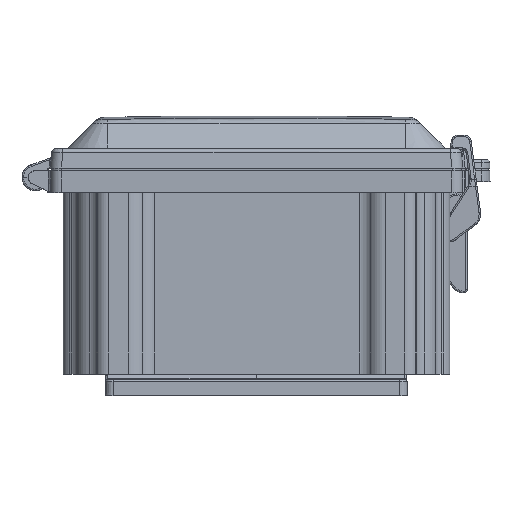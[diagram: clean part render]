
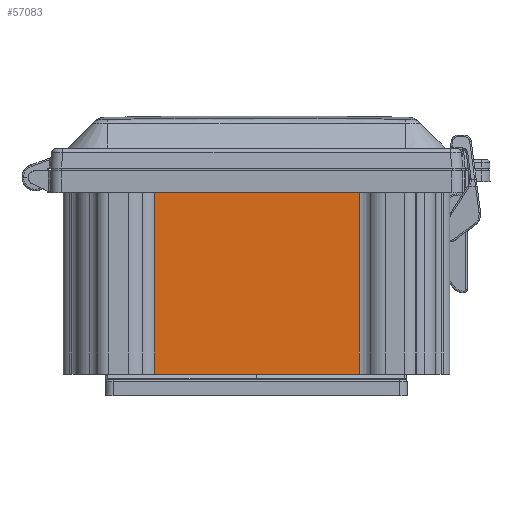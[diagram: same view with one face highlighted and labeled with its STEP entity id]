
A CAD part, front view. The second image highlights one B-rep face of the part: STEP entity #57083.
In plain terms, the highlighted planar face has unit normal (0, -1, 0).
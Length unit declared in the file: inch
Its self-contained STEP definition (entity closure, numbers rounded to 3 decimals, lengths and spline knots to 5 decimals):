
#1036 = EDGE_LOOP ( 'NONE', ( #26433, #14910, #3018, #49573 ) ) ;
#2609 = DIRECTION ( 'NONE',  ( -1., 0., 0. ) ) ;
#3018 = ORIENTED_EDGE ( 'NONE', *, *, #15710, .F. ) ;
#3792 = LINE ( 'NONE', #44796, #16570 ) ;
#5023 = LINE ( 'NONE', #45639, #11052 ) ;
#8244 = CARTESIAN_POINT ( 'NONE',  ( 2.33965, -5.12145, 1.23488 ) ) ;
#9422 = DIRECTION ( 'NONE',  ( 0., 0., 1. ) ) ;
#11052 = VECTOR ( 'NONE', #17050, 39.37008 ) ;
#13903 = CARTESIAN_POINT ( 'NONE',  ( 2.33965, -5.12145, -16.86859 ) ) ;
#14910 = ORIENTED_EDGE ( 'NONE', *, *, #20828, .T. ) ;
#15325 = VERTEX_POINT ( 'NONE', #63716 ) ;
#15710 = EDGE_CURVE ( 'NONE', #40382, #51971, #21493, .T. ) ;
#15853 = CARTESIAN_POINT ( 'NONE',  ( -2.33965, -5.12145, -16.86859 ) ) ;
#16570 = VECTOR ( 'NONE', #9422, 39.37008 ) ;
#17050 = DIRECTION ( 'NONE',  ( -1., 0., 0. ) ) ;
#20734 = VERTEX_POINT ( 'NONE', #36462 ) ;
#20828 = EDGE_CURVE ( 'NONE', #20734, #51971, #65395, .T. ) ;
#21493 = LINE ( 'NONE', #15853, #21707 ) ;
#21707 = VECTOR ( 'NONE', #26767, 39.37008 ) ;
#24261 = AXIS2_PLACEMENT_3D ( 'NONE', #13903, #42872, #54903 ) ;
#25224 = FACE_OUTER_BOUND ( 'NONE', #1036, .T. ) ;
#25486 = CARTESIAN_POINT ( 'NONE',  ( -2.33965, -5.12145, 1.23488 ) ) ;
#26433 = ORIENTED_EDGE ( 'NONE', *, *, #50721, .T. ) ;
#26767 = DIRECTION ( 'NONE',  ( 0., 0., 1. ) ) ;
#32732 = VECTOR ( 'NONE', #2609, 39.37008 ) ;
#36462 = CARTESIAN_POINT ( 'NONE',  ( 2.33965, -5.12145, 1.23488 ) ) ;
#37135 = EDGE_CURVE ( 'NONE', #15325, #40382, #5023, .T. ) ;
#40382 = VERTEX_POINT ( 'NONE', #55230 ) ;
#42872 = DIRECTION ( 'NONE',  ( 0., 1., 0. ) ) ;
#43238 = PLANE ( 'NONE',  #24261 ) ;
#44796 = CARTESIAN_POINT ( 'NONE',  ( 2.33965, -5.12145, -16.86859 ) ) ;
#45639 = CARTESIAN_POINT ( 'NONE',  ( 2.33965, -5.12145, -2.90512 ) ) ;
#49573 = ORIENTED_EDGE ( 'NONE', *, *, #37135, .F. ) ;
#50721 = EDGE_CURVE ( 'NONE', #15325, #20734, #3792, .T. ) ;
#51971 = VERTEX_POINT ( 'NONE', #25486 ) ;
#54903 = DIRECTION ( 'NONE',  ( -1., 0., 0. ) ) ;
#55230 = CARTESIAN_POINT ( 'NONE',  ( -2.33965, -5.12145, -2.90512 ) ) ;
#57083 = ADVANCED_FACE ( 'NONE', ( #25224 ), #43238, .F. ) ;
#63716 = CARTESIAN_POINT ( 'NONE',  ( 2.33965, -5.12145, -2.90512 ) ) ;
#65395 = LINE ( 'NONE', #8244, #32732 ) ;
